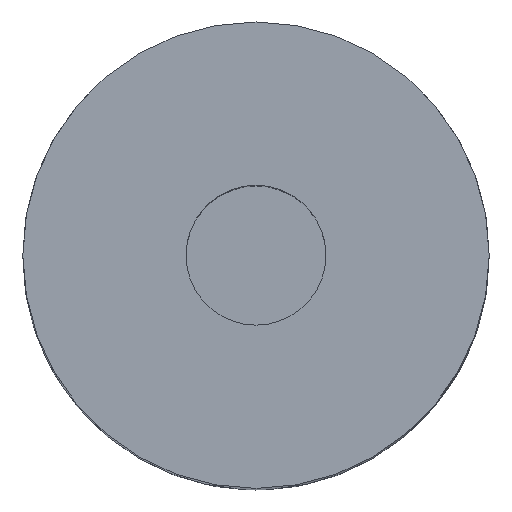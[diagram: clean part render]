
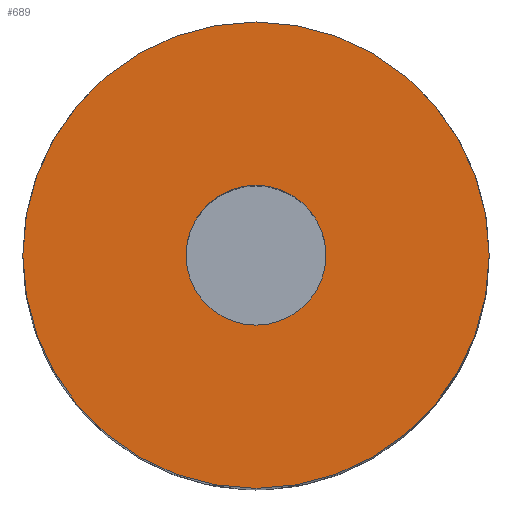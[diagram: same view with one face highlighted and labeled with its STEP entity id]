
A CAD part, top view. The second image highlights one B-rep face of the part: STEP entity #689.
In plain terms, the highlighted planar face has unit normal (0, 0, 1).
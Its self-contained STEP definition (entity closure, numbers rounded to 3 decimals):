
#25 = EDGE_LOOP ( 'NONE', ( #407, #88 ) ) ;
#40 = CARTESIAN_POINT ( 'NONE',  ( 20., 0., 80. ) ) ;
#57 = CARTESIAN_POINT ( 'NONE',  ( 6., 0., 80. ) ) ;
#88 = ORIENTED_EDGE ( 'NONE', *, *, #280, .F. ) ;
#95 = DIRECTION ( 'NONE',  ( -1., 0., 0. ) ) ;
#114 = CARTESIAN_POINT ( 'NONE',  ( 0., 0., 80. ) ) ;
#129 = DIRECTION ( 'NONE',  ( 0., 0., 1. ) ) ;
#145 = EDGE_CURVE ( 'NONE', #438, #225, #770, .T. ) ;
#202 = DIRECTION ( 'NONE',  ( 0., 0., 1. ) ) ;
#225 = VERTEX_POINT ( 'NONE', #40 ) ;
#235 = FACE_OUTER_BOUND ( 'NONE', #406, .T. ) ;
#244 = DIRECTION ( 'NONE',  ( 0., 0., 1. ) ) ;
#245 = DIRECTION ( 'NONE',  ( 0., 0., 1. ) ) ;
#267 = CARTESIAN_POINT ( 'NONE',  ( 0., 0., 80. ) ) ;
#280 = EDGE_CURVE ( 'NONE', #325, #643, #578, .T. ) ;
#288 = CIRCLE ( 'NONE', #901, 20. ) ;
#316 = DIRECTION ( 'NONE',  ( 1., 0., 0. ) ) ;
#325 = VERTEX_POINT ( 'NONE', #785 ) ;
#334 = DIRECTION ( 'NONE',  ( 1., 0., 0. ) ) ;
#349 = ORIENTED_EDGE ( 'NONE', *, *, #145, .T. ) ;
#355 = AXIS2_PLACEMENT_3D ( 'NONE', #777, #129, #316 ) ;
#397 = CARTESIAN_POINT ( 'NONE',  ( 0., 0., 80. ) ) ;
#406 = EDGE_LOOP ( 'NONE', ( #467, #349 ) ) ;
#407 = ORIENTED_EDGE ( 'NONE', *, *, #576, .F. ) ;
#438 = VERTEX_POINT ( 'NONE', #734 ) ;
#444 = FACE_BOUND ( 'NONE', #25, .T. ) ;
#467 = ORIENTED_EDGE ( 'NONE', *, *, #769, .T. ) ;
#475 = AXIS2_PLACEMENT_3D ( 'NONE', #267, #245, #688 ) ;
#498 = AXIS2_PLACEMENT_3D ( 'NONE', #397, #202, #334 ) ;
#500 = AXIS2_PLACEMENT_3D ( 'NONE', #512, #816, #95 ) ;
#512 = CARTESIAN_POINT ( 'NONE',  ( 20., 0., 80. ) ) ;
#576 = EDGE_CURVE ( 'NONE', #643, #325, #882, .T. ) ;
#578 = CIRCLE ( 'NONE', #355, 6. ) ;
#599 = PLANE ( 'NONE',  #500 ) ;
#643 = VERTEX_POINT ( 'NONE', #57 ) ;
#688 = DIRECTION ( 'NONE',  ( 1., 0., 0. ) ) ;
#689 = ADVANCED_FACE ( 'NONE', ( #444, #235 ), #599, .F. ) ;
#734 = CARTESIAN_POINT ( 'NONE',  ( -20., 0., 80. ) ) ;
#769 = EDGE_CURVE ( 'NONE', #225, #438, #288, .T. ) ;
#770 = CIRCLE ( 'NONE', #498, 20. ) ;
#777 = CARTESIAN_POINT ( 'NONE',  ( 0., 0., 80. ) ) ;
#785 = CARTESIAN_POINT ( 'NONE',  ( -6., 0., 80. ) ) ;
#816 = DIRECTION ( 'NONE',  ( 0., 0., -1. ) ) ;
#822 = DIRECTION ( 'NONE',  ( 1., 0., 0. ) ) ;
#882 = CIRCLE ( 'NONE', #475, 6. ) ;
#901 = AXIS2_PLACEMENT_3D ( 'NONE', #114, #244, #822 ) ;
